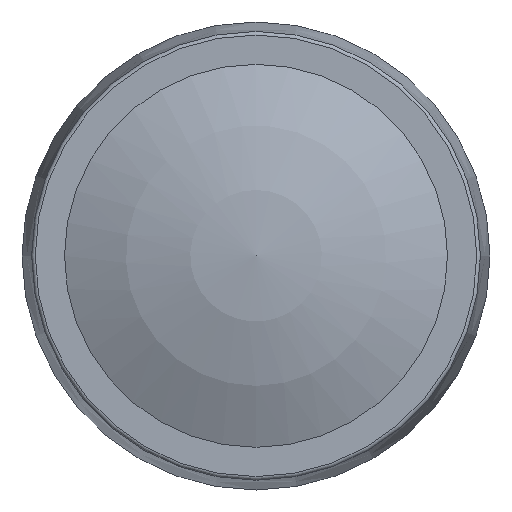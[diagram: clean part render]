
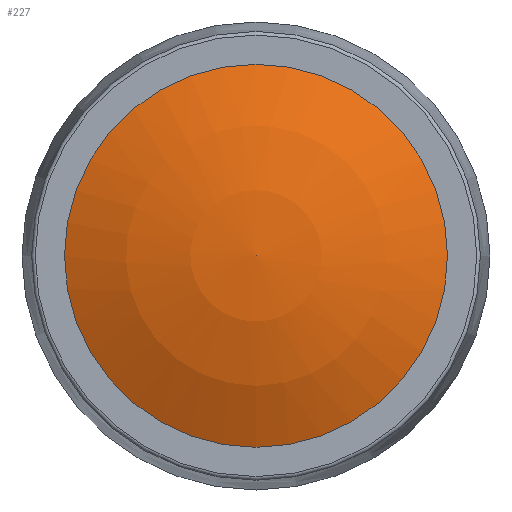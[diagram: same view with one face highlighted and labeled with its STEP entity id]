
A CAD part, top view. The second image highlights one B-rep face of the part: STEP entity #227.
In plain terms, the highlighted spherical face has radius 30 mm.
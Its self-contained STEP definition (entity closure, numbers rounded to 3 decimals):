
#227 = ADVANCED_FACE( '', ( #505 ), #506, .T. );
#505 = FACE_OUTER_BOUND( '', #806, .T. );
#506 = SPHERICAL_SURFACE( '', #807, 30. );
#806 = EDGE_LOOP( '', ( #1281 ) );
#807 = AXIS2_PLACEMENT_3D( '', #1282, #1283, #1284 );
#1281 = ORIENTED_EDGE( '', *, *, #1496, .T. );
#1282 = CARTESIAN_POINT( '', ( 0., 0., -2. ) );
#1283 = DIRECTION( '', ( 0., 0., 1. ) );
#1284 = DIRECTION( '', ( 0., 1., 0. ) );
#1496 = EDGE_CURVE( '', #1739, #1739, #1740, .T. );
#1739 = VERTEX_POINT( '', #2117 );
#1740 = CIRCLE( '', #2118, 13.077 );
#2117 = CARTESIAN_POINT( '', ( 13.077, 0., 25. ) );
#2118 = AXIS2_PLACEMENT_3D( '', #2382, #2383, #2384 );
#2382 = CARTESIAN_POINT( '', ( 0., 0., 25. ) );
#2383 = DIRECTION( '', ( 0., 0., 1. ) );
#2384 = DIRECTION( '', ( 1., 0., 0. ) );
